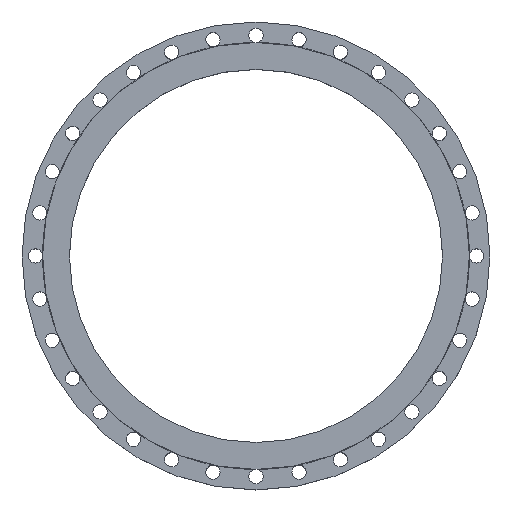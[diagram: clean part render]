
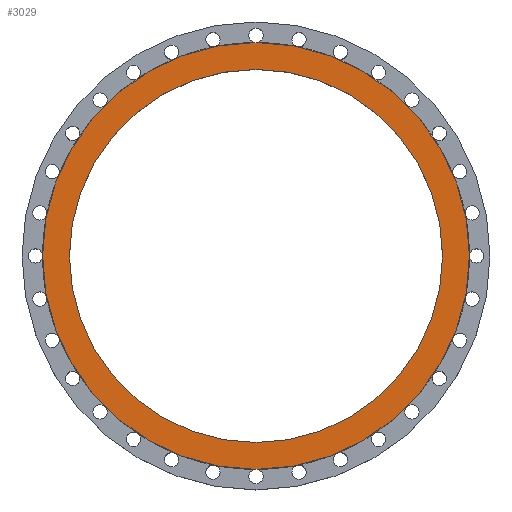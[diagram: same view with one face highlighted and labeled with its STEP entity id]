
A CAD part, top view. The second image highlights one B-rep face of the part: STEP entity #3029.
In plain terms, the highlighted planar face has unit normal (0, 0, 1).
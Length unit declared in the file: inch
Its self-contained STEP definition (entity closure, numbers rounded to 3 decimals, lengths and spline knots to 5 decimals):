
#119 = CARTESIAN_POINT ( 'NONE',  ( 16.875, 0., 0. ) ) ;
#173 = DIRECTION ( 'NONE',  ( -1., 0., 0. ) ) ;
#385 = AXIS2_PLACEMENT_3D ( 'NONE', #2533, #1232, #3340 ) ;
#438 = FACE_OUTER_BOUND ( 'NONE', #2168, .T. ) ;
#521 = CARTESIAN_POINT ( 'NONE',  ( 0., 0., 0. ) ) ;
#587 = DIRECTION ( 'NONE',  ( 0., 0., 1. ) ) ;
#601 = CARTESIAN_POINT ( 'NONE',  ( 14.75, 0., 0. ) ) ;
#616 = CARTESIAN_POINT ( 'NONE',  ( 0., 0., 0. ) ) ;
#908 = CARTESIAN_POINT ( 'NONE',  ( -16.875, 0., 0. ) ) ;
#951 = ORIENTED_EDGE ( 'NONE', *, *, #2771, .T. ) ;
#953 = ORIENTED_EDGE ( 'NONE', *, *, #1784, .T. ) ;
#1111 = DIRECTION ( 'NONE',  ( 1., 0., 0. ) ) ;
#1232 = DIRECTION ( 'NONE',  ( 0., 0., 1. ) ) ;
#1266 = EDGE_LOOP ( 'NONE', ( #3107, #1862 ) ) ;
#1349 = DIRECTION ( 'NONE',  ( 0., 0., 1. ) ) ;
#1356 = DIRECTION ( 'NONE',  ( 1., 0., 0. ) ) ;
#1455 = CIRCLE ( 'NONE', #1569, 16.875 ) ;
#1469 = PLANE ( 'NONE',  #1641 ) ;
#1489 = CARTESIAN_POINT ( 'NONE',  ( 0., 14.75, 0. ) ) ;
#1569 = AXIS2_PLACEMENT_3D ( 'NONE', #616, #587, #1356 ) ;
#1641 = AXIS2_PLACEMENT_3D ( 'NONE', #1489, #2517, #173 ) ;
#1690 = AXIS2_PLACEMENT_3D ( 'NONE', #521, #3149, #2593 ) ;
#1733 = AXIS2_PLACEMENT_3D ( 'NONE', #1863, #1349, #1111 ) ;
#1784 = EDGE_CURVE ( 'NONE', #2406, #1938, #1455, .T. ) ;
#1862 = ORIENTED_EDGE ( 'NONE', *, *, #3071, .F. ) ;
#1863 = CARTESIAN_POINT ( 'NONE',  ( 0., 0., 0. ) ) ;
#1938 = VERTEX_POINT ( 'NONE', #119 ) ;
#1961 = EDGE_CURVE ( 'NONE', #2887, #3203, #3001, .T. ) ;
#2168 = EDGE_LOOP ( 'NONE', ( #951, #953 ) ) ;
#2406 = VERTEX_POINT ( 'NONE', #908 ) ;
#2517 = DIRECTION ( 'NONE',  ( 0., 0., -1. ) ) ;
#2533 = CARTESIAN_POINT ( 'NONE',  ( 0., 0., 0. ) ) ;
#2593 = DIRECTION ( 'NONE',  ( 1., 0., 0. ) ) ;
#2721 = CARTESIAN_POINT ( 'NONE',  ( -14.75, 0., 0. ) ) ;
#2771 = EDGE_CURVE ( 'NONE', #1938, #2406, #3355, .T. ) ;
#2779 = FACE_BOUND ( 'NONE', #1266, .T. ) ;
#2887 = VERTEX_POINT ( 'NONE', #601 ) ;
#3001 = CIRCLE ( 'NONE', #1733, 14.75 ) ;
#3029 = ADVANCED_FACE ( 'NONE', ( #2779, #438 ), #1469, .F. ) ;
#3071 = EDGE_CURVE ( 'NONE', #3203, #2887, #3074, .T. ) ;
#3074 = CIRCLE ( 'NONE', #385, 14.75 ) ;
#3107 = ORIENTED_EDGE ( 'NONE', *, *, #1961, .F. ) ;
#3149 = DIRECTION ( 'NONE',  ( 0., 0., 1. ) ) ;
#3203 = VERTEX_POINT ( 'NONE', #2721 ) ;
#3340 = DIRECTION ( 'NONE',  ( 1., 0., 0. ) ) ;
#3355 = CIRCLE ( 'NONE', #1690, 16.875 ) ;
